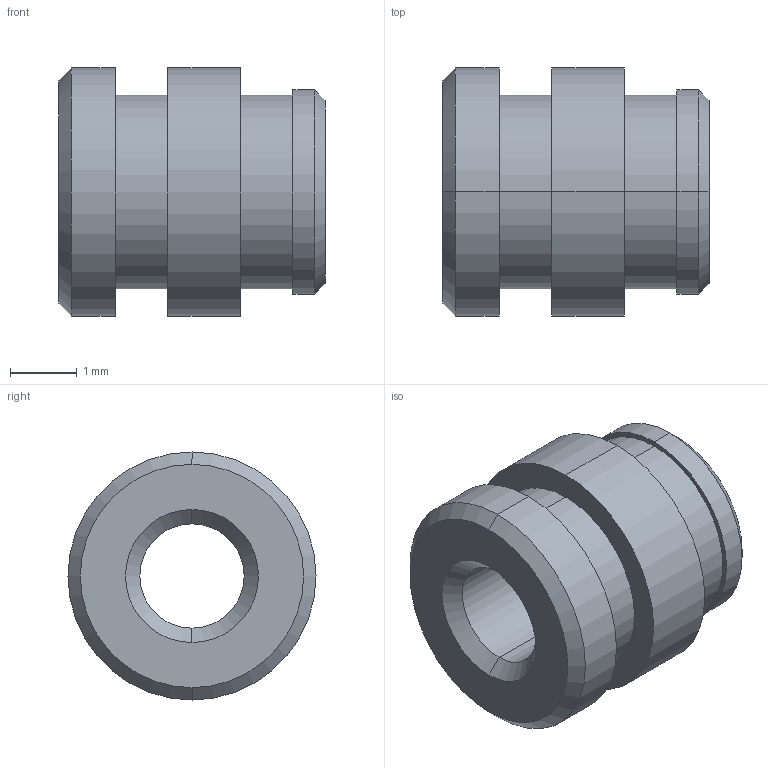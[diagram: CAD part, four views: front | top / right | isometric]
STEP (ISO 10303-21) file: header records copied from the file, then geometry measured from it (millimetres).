
FILE_DESCRIPTION(('starvars output'),'1');
FILE_NAME('cv20240202140110000013184.stp','14:01:13 2024/02/02',('Thomas Industrial Network Germany GmbH'),(' '),'Spatial InterOp 3D',' ',' ');
FILE_SCHEMA(('AUTOMOTIVE_DESIGN { 1 0 10303 214 3 1 1 }'));
Length unit declared in the file: millimetre
Products named in the file (1): 1
Bounding box: 4 x 3.73 x 3.73 mm (x, y, z)
Volume: 27 mm3; surface area: 86.4 mm2
Topology: 1 solids, 5 shells, 240 faces, 656 edges, 430 vertices
Faces by surface type: plane 216, cylinder 16, cone 8
Entity records: 9392 total; most frequent: CARTESIAN_POINT 1327, ORIENTED_EDGE 1312, DIRECTION 1178, EDGE_CURVE 656, LINE 616, VECTOR 616, VERTEX_POINT 430, AXIS2_PLACEMENT_3D 281
